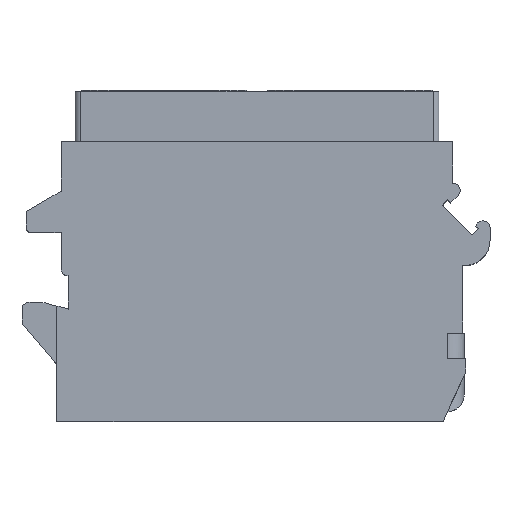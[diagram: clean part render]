
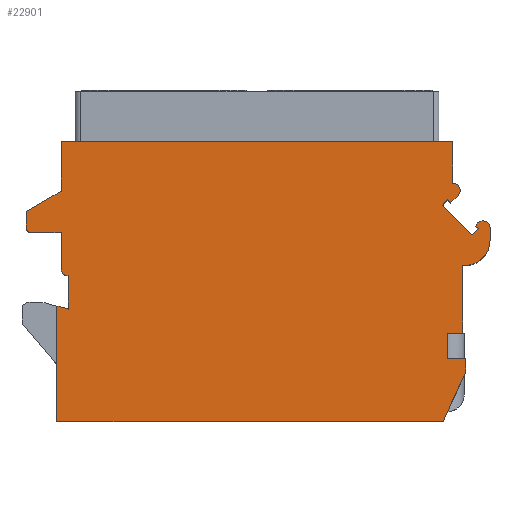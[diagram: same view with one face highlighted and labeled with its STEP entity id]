
A CAD part, top view. The second image highlights one B-rep face of the part: STEP entity #22901.
In plain terms, the highlighted planar face has unit normal (0, 0, 1).
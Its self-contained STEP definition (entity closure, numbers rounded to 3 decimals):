
#599=DIRECTION('',(-1.,0.,0.));
#600=VECTOR('',#599,1.1);
#601=CARTESIAN_POINT('',(14.7,6.3,7.));
#602=LINE('',#601,#600);
#603=DIRECTION('',(0.,-1.,0.));
#604=VECTOR('',#603,1.8);
#605=CARTESIAN_POINT('',(13.6,6.3,7.));
#606=LINE('',#605,#604);
#607=DIRECTION('',(1.,0.,0.));
#608=VECTOR('',#607,1.3);
#609=CARTESIAN_POINT('',(13.6,4.5,7.));
#610=LINE('',#609,#608);
#611=DIRECTION('',(0.,1.,0.));
#612=VECTOR('',#611,1.);
#613=CARTESIAN_POINT('',(14.9,3.5,7.));
#614=LINE('',#613,#612);
#615=DIRECTION('',(0.416,0.909,0.));
#616=VECTOR('',#615,3.848);
#617=CARTESIAN_POINT('',(13.3,0.,7.));
#618=LINE('',#617,#616);
#619=DIRECTION('',(1.,0.,0.));
#620=VECTOR('',#619,27.6);
#621=CARTESIAN_POINT('',(-14.3,0.,7.));
#622=LINE('',#621,#620);
#623=DIRECTION('',(0.,-1.,0.));
#624=VECTOR('',#623,8.232);
#625=CARTESIAN_POINT('',(-14.3,8.232,7.));
#626=LINE('',#625,#624);
#627=DIRECTION('',(-0.966,0.259,0.));
#628=VECTOR('',#627,0.828);
#629=CARTESIAN_POINT('',(-13.5,8.018,7.));
#630=LINE('',#629,#628);
#631=DIRECTION('',(0.,-1.,0.));
#632=VECTOR('',#631,2.382);
#633=CARTESIAN_POINT('',(-13.5,10.4,7.));
#634=LINE('',#633,#632);
#635=CARTESIAN_POINT('',(-13.5,10.9,7.));
#636=DIRECTION('',(0.,0.,1.));
#637=DIRECTION('',(-1.,0.,0.));
#638=AXIS2_PLACEMENT_3D('',#635,#636,#637);
#640=DIRECTION('',(0.,-1.,0.));
#641=VECTOR('',#640,2.6);
#642=CARTESIAN_POINT('',(-14.,13.5,7.));
#643=LINE('',#642,#641);
#644=DIRECTION('',(1.,0.,0.));
#645=VECTOR('',#644,2.2);
#646=CARTESIAN_POINT('',(-16.2,13.5,7.));
#647=LINE('',#646,#645);
#648=CARTESIAN_POINT('',(-16.2,13.8,7.));
#649=DIRECTION('',(0.,0.,1.));
#650=DIRECTION('',(-1.,0.,0.));
#651=AXIS2_PLACEMENT_3D('',#648,#649,#650);
#653=DIRECTION('',(0.,-1.,0.));
#654=VECTOR('',#653,1.2);
#655=CARTESIAN_POINT('',(-16.5,15.,7.));
#656=LINE('',#655,#654);
#657=DIRECTION('',(-0.866,-0.5,0.));
#658=VECTOR('',#657,2.887);
#659=CARTESIAN_POINT('',(-14.,16.443,7.));
#660=LINE('',#659,#658);
#661=DIRECTION('',(0.,-1.,0.));
#662=VECTOR('',#661,3.557);
#663=CARTESIAN_POINT('',(-14.,20.,7.));
#664=LINE('',#663,#662);
#665=DIRECTION('',(-1.,0.,0.));
#666=VECTOR('',#665,28.);
#667=CARTESIAN_POINT('',(14.,20.,7.));
#668=LINE('',#667,#666);
#669=DIRECTION('',(0.,1.,0.));
#670=VECTOR('',#669,3.);
#671=CARTESIAN_POINT('',(14.,17.,7.));
#672=LINE('',#671,#670);
#673=DIRECTION('',(-1.,0.,0.));
#674=VECTOR('',#673,0.01);
#675=CARTESIAN_POINT('',(14.01,17.,7.));
#676=LINE('',#675,#674);
#677=CARTESIAN_POINT('',(14.01,16.5,7.));
#678=DIRECTION('',(0.,0.,1.));
#679=DIRECTION('',(0.718,-0.696,0.));
#680=AXIS2_PLACEMENT_3D('',#677,#678,#679);
#682=DIRECTION('',(0.696,0.718,0.));
#683=VECTOR('',#682,0.738);
#684=CARTESIAN_POINT('',(13.856,15.622,7.));
#685=LINE('',#684,#683);
#686=DIRECTION('',(0.718,-0.696,0.));
#687=VECTOR('',#686,0.3);
#688=CARTESIAN_POINT('',(13.64,15.831,7.));
#689=LINE('',#688,#687);
#690=DIRECTION('',(0.696,0.718,0.));
#691=VECTOR('',#690,0.6);
#692=CARTESIAN_POINT('',(13.223,15.4,7.));
#693=LINE('',#692,#691);
#694=DIRECTION('',(-0.718,0.696,0.));
#695=VECTOR('',#694,3.);
#696=CARTESIAN_POINT('',(15.378,13.313,7.));
#697=LINE('',#696,#695);
#698=DIRECTION('',(-0.696,-0.718,0.));
#699=VECTOR('',#698,0.6);
#700=CARTESIAN_POINT('',(15.795,13.744,7.));
#701=LINE('',#700,#699);
#702=DIRECTION('',(0.718,-0.696,0.));
#703=VECTOR('',#702,0.3);
#704=CARTESIAN_POINT('',(15.58,13.953,7.));
#705=LINE('',#704,#703);
#706=DIRECTION('',(-0.696,-0.718,0.));
#707=VECTOR('',#706,0.303);
#708=CARTESIAN_POINT('',(15.791,14.17,7.));
#709=LINE('',#708,#707);
#710=CARTESIAN_POINT('',(16.15,13.822,7.));
#711=DIRECTION('',(0.,0.,1.));
#712=DIRECTION('',(1.,0.,0.));
#713=AXIS2_PLACEMENT_3D('',#710,#711,#712);
#715=DIRECTION('',(0.,1.,0.));
#716=VECTOR('',#715,0.893);
#717=CARTESIAN_POINT('',(16.65,12.93,7.));
#718=LINE('',#717,#716);
#719=CARTESIAN_POINT('',(14.85,12.93,7.));
#720=DIRECTION('',(0.,0.,1.));
#721=DIRECTION('',(-0.083,-0.997,0.));
#722=AXIS2_PLACEMENT_3D('',#719,#720,#721);
#724=DIRECTION('',(0.,1.,0.));
#725=VECTOR('',#724,4.836);
#726=CARTESIAN_POINT('',(14.7,6.3,7.));
#727=LINE('',#726,#725);
#18848=CARTESIAN_POINT('',(-14.,20.,7.));
#18849=CARTESIAN_POINT('',(-14.,16.443,7.));
#18850=VERTEX_POINT('',#18848);
#18851=VERTEX_POINT('',#18849);
#18852=CARTESIAN_POINT('',(-16.5,15.,7.));
#18853=VERTEX_POINT('',#18852);
#18854=CARTESIAN_POINT('',(-16.5,13.8,7.));
#18855=VERTEX_POINT('',#18854);
#18856=CARTESIAN_POINT('',(-16.2,13.5,7.));
#18857=VERTEX_POINT('',#18856);
#18858=CARTESIAN_POINT('',(-14.,13.5,7.));
#18859=VERTEX_POINT('',#18858);
#18860=CARTESIAN_POINT('',(-14.,10.9,7.));
#18861=VERTEX_POINT('',#18860);
#18862=CARTESIAN_POINT('',(-13.5,10.4,7.));
#18863=VERTEX_POINT('',#18862);
#18864=CARTESIAN_POINT('',(-13.5,8.018,7.));
#18865=VERTEX_POINT('',#18864);
#18866=CARTESIAN_POINT('',(-14.3,8.232,7.));
#18867=VERTEX_POINT('',#18866);
#18868=CARTESIAN_POINT('',(-14.3,0.,7.));
#18869=VERTEX_POINT('',#18868);
#18870=CARTESIAN_POINT('',(13.3,0.,7.));
#18871=VERTEX_POINT('',#18870);
#18872=CARTESIAN_POINT('',(14.9,3.5,7.));
#18873=VERTEX_POINT('',#18872);
#18874=CARTESIAN_POINT('',(14.7,11.136,7.));
#18875=CARTESIAN_POINT('',(16.65,12.93,7.));
#18876=VERTEX_POINT('',#18874);
#18877=VERTEX_POINT('',#18875);
#18878=CARTESIAN_POINT('',(16.65,13.822,7.));
#18879=VERTEX_POINT('',#18878);
#18880=CARTESIAN_POINT('',(15.791,14.17,7.));
#18881=VERTEX_POINT('',#18880);
#18882=CARTESIAN_POINT('',(15.58,13.953,7.));
#18883=VERTEX_POINT('',#18882);
#18884=CARTESIAN_POINT('',(15.795,13.744,7.));
#18885=VERTEX_POINT('',#18884);
#18886=CARTESIAN_POINT('',(15.378,13.313,7.));
#18887=VERTEX_POINT('',#18886);
#18888=CARTESIAN_POINT('',(13.223,15.4,7.));
#18889=VERTEX_POINT('',#18888);
#18890=CARTESIAN_POINT('',(13.64,15.831,7.));
#18891=VERTEX_POINT('',#18890);
#18892=CARTESIAN_POINT('',(13.856,15.622,7.));
#18893=VERTEX_POINT('',#18892);
#18894=CARTESIAN_POINT('',(14.369,16.152,7.));
#18895=VERTEX_POINT('',#18894);
#18896=CARTESIAN_POINT('',(14.01,17.,7.));
#18897=VERTEX_POINT('',#18896);
#18898=CARTESIAN_POINT('',(14.,17.,7.));
#18899=VERTEX_POINT('',#18898);
#18900=CARTESIAN_POINT('',(14.,20.,7.));
#18901=VERTEX_POINT('',#18900);
#18934=CARTESIAN_POINT('',(14.7,6.3,7.));
#18935=CARTESIAN_POINT('',(13.6,6.3,7.));
#18936=VERTEX_POINT('',#18934);
#18937=VERTEX_POINT('',#18935);
#18938=CARTESIAN_POINT('',(13.6,4.5,7.));
#18939=VERTEX_POINT('',#18938);
#18940=CARTESIAN_POINT('',(14.9,4.5,7.));
#18941=VERTEX_POINT('',#18940);
#22863=CARTESIAN_POINT('',(0.,0.,7.));
#22864=DIRECTION('',(0.,0.,1.));
#22865=DIRECTION('',(1.,0.,0.));
#22866=AXIS2_PLACEMENT_3D('',#22863,#22864,#22865);
#22867=PLANE('',#22866);
#22868=ORIENTED_EDGE('',*,*,#22283,.T.);
#22869=ORIENTED_EDGE('',*,*,#22298,.T.);
#22870=ORIENTED_EDGE('',*,*,#22315,.T.);
#22871=ORIENTED_EDGE('',*,*,#22342,.F.);
#22872=ORIENTED_EDGE('',*,*,#22355,.F.);
#22873=ORIENTED_EDGE('',*,*,#22375,.F.);
#22874=ORIENTED_EDGE('',*,*,#22394,.F.);
#22875=ORIENTED_EDGE('',*,*,#22437,.F.);
#22876=ORIENTED_EDGE('',*,*,#22519,.F.);
#22877=ORIENTED_EDGE('',*,*,#22533,.F.);
#22878=ORIENTED_EDGE('',*,*,#22547,.F.);
#22879=ORIENTED_EDGE('',*,*,#22561,.F.);
#22880=ORIENTED_EDGE('',*,*,#22575,.F.);
#22881=ORIENTED_EDGE('',*,*,#22589,.F.);
#22882=ORIENTED_EDGE('',*,*,#22603,.F.);
#22883=ORIENTED_EDGE('',*,*,#22617,.F.);
#22884=ORIENTED_EDGE('',*,*,#22631,.F.);
#22885=ORIENTED_EDGE('',*,*,#22663,.F.);
#22886=ORIENTED_EDGE('',*,*,#22677,.F.);
#22887=ORIENTED_EDGE('',*,*,#22691,.F.);
#22888=ORIENTED_EDGE('',*,*,#22705,.F.);
#22889=ORIENTED_EDGE('',*,*,#22719,.F.);
#22890=ORIENTED_EDGE('',*,*,#22733,.F.);
#22891=ORIENTED_EDGE('',*,*,#22747,.F.);
#22892=ORIENTED_EDGE('',*,*,#22761,.F.);
#22893=ORIENTED_EDGE('',*,*,#22775,.F.);
#22894=ORIENTED_EDGE('',*,*,#22789,.F.);
#22895=ORIENTED_EDGE('',*,*,#22803,.F.);
#22896=ORIENTED_EDGE('',*,*,#22817,.F.);
#22897=ORIENTED_EDGE('',*,*,#22831,.F.);
#22898=ORIENTED_EDGE('',*,*,#22845,.F.);
#22899=EDGE_LOOP('',(#22868,#22869,#22870,#22871,#22872,#22873,#22874,#22875,
#22876,#22877,#22878,#22879,#22880,#22881,#22882,#22883,#22884,#22885,#22886,
#22887,#22888,#22889,#22890,#22891,#22892,#22893,#22894,#22895,#22896,#22897,
#22898));
#22900=FACE_OUTER_BOUND('',#22899,.F.);
#22901=ADVANCED_FACE('',(#22900),#22867,.T.);
#639=CIRCLE('',#638,0.5);
#652=CIRCLE('',#651,0.3);
#681=CIRCLE('',#680,0.5);
#714=CIRCLE('',#713,0.5);
#723=CIRCLE('',#722,1.8);
#22283=EDGE_CURVE('',#18936,#18937,#602,.T.);
#22298=EDGE_CURVE('',#18937,#18939,#606,.T.);
#22315=EDGE_CURVE('',#18939,#18941,#610,.T.);
#22342=EDGE_CURVE('',#18873,#18941,#614,.T.);
#22355=EDGE_CURVE('',#18871,#18873,#618,.T.);
#22375=EDGE_CURVE('',#18869,#18871,#622,.T.);
#22394=EDGE_CURVE('',#18867,#18869,#626,.T.);
#22437=EDGE_CURVE('',#18865,#18867,#630,.T.);
#22519=EDGE_CURVE('',#18863,#18865,#634,.T.);
#22533=EDGE_CURVE('',#18861,#18863,#639,.T.);
#22547=EDGE_CURVE('',#18859,#18861,#643,.T.);
#22561=EDGE_CURVE('',#18857,#18859,#647,.T.);
#22575=EDGE_CURVE('',#18855,#18857,#652,.T.);
#22589=EDGE_CURVE('',#18853,#18855,#656,.T.);
#22603=EDGE_CURVE('',#18851,#18853,#660,.T.);
#22617=EDGE_CURVE('',#18850,#18851,#664,.T.);
#22631=EDGE_CURVE('',#18901,#18850,#668,.T.);
#22663=EDGE_CURVE('',#18899,#18901,#672,.T.);
#22677=EDGE_CURVE('',#18897,#18899,#676,.T.);
#22691=EDGE_CURVE('',#18895,#18897,#681,.T.);
#22705=EDGE_CURVE('',#18893,#18895,#685,.T.);
#22719=EDGE_CURVE('',#18891,#18893,#689,.T.);
#22733=EDGE_CURVE('',#18889,#18891,#693,.T.);
#22747=EDGE_CURVE('',#18887,#18889,#697,.T.);
#22761=EDGE_CURVE('',#18885,#18887,#701,.T.);
#22775=EDGE_CURVE('',#18883,#18885,#705,.T.);
#22789=EDGE_CURVE('',#18881,#18883,#709,.T.);
#22803=EDGE_CURVE('',#18879,#18881,#714,.T.);
#22817=EDGE_CURVE('',#18877,#18879,#718,.T.);
#22831=EDGE_CURVE('',#18876,#18877,#723,.T.);
#22845=EDGE_CURVE('',#18936,#18876,#727,.T.);
